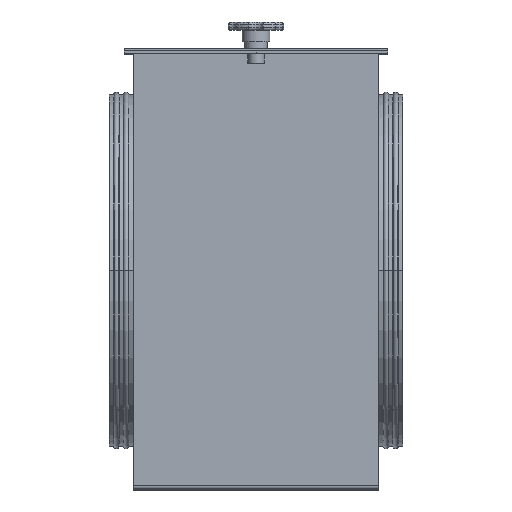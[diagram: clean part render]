
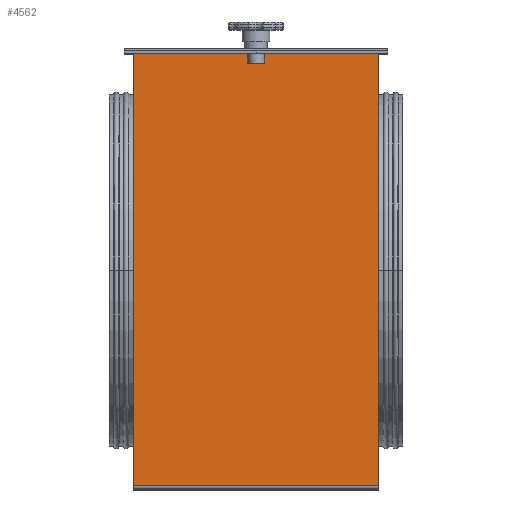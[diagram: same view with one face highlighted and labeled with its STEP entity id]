
A CAD part, top view. The second image highlights one B-rep face of the part: STEP entity #4562.
In plain terms, the highlighted planar face has unit normal (0, 0, 1).
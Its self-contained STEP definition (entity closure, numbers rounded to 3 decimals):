
#1667 = CARTESIAN_POINT ( 'NONE',  ( -140., 496., 500. ) ) ;
#1692 = CARTESIAN_POINT ( 'NONE',  ( 140., 496., 500. ) ) ;
#1824 = DIRECTION ( 'NONE',  ( -1., 0., 0. ) ) ;
#1890 = VECTOR ( 'NONE', #1824, 1000. ) ;
#1891 = CARTESIAN_POINT ( 'NONE',  ( 140., 496., 500. ) ) ;
#1892 = LINE ( 'NONE', #1891, #1890 ) ;
#2128 = CARTESIAN_POINT ( 'NONE',  ( 140., 3.737, 500. ) ) ;
#2288 = CARTESIAN_POINT ( 'NONE',  ( -140., 3.737, 500. ) ) ;
#2311 = LINE ( 'NONE', #2395, #2394 ) ;
#2351 = DIRECTION ( 'NONE',  ( -1., 0., 0. ) ) ;
#2352 = VECTOR ( 'NONE', #2351, 1000. ) ;
#2353 = CARTESIAN_POINT ( 'NONE',  ( -140., 3.737, 500. ) ) ;
#2354 = LINE ( 'NONE', #2353, #2352 ) ;
#2380 = DIRECTION ( 'NONE',  ( -1., 0., 0. ) ) ;
#2381 = DIRECTION ( 'NONE',  ( 0., 0., -1. ) ) ;
#2382 = AXIS2_PLACEMENT_3D ( 'NONE', #2383, #2381, #2380 ) ;
#2383 = CARTESIAN_POINT ( 'NONE',  ( 140., 3., 500. ) ) ;
#2384 = PLANE ( 'NONE',  #2382 ) ;
#2389 = FACE_OUTER_BOUND ( 'NONE', #4531, .T. ) ;
#2393 = DIRECTION ( 'NONE',  ( 0., -1., 0. ) ) ;
#2394 = VECTOR ( 'NONE', #2393, 1000. ) ;
#2395 = CARTESIAN_POINT ( 'NONE',  ( -140., 3., 500. ) ) ;
#2399 = DIRECTION ( 'NONE',  ( 0., 1., 0. ) ) ;
#2400 = VECTOR ( 'NONE', #2399, 1000. ) ;
#2401 = CARTESIAN_POINT ( 'NONE',  ( 140., 3., 500. ) ) ;
#2402 = LINE ( 'NONE', #2401, #2400 ) ;
#4111 = VERTEX_POINT ( 'NONE', #1692 ) ;
#4123 = VERTEX_POINT ( 'NONE', #1667 ) ;
#4161 = EDGE_CURVE ( 'NONE', #4111, #4123, #1892, .T. ) ;
#4374 = VERTEX_POINT ( 'NONE', #2288 ) ;
#4465 = VERTEX_POINT ( 'NONE', #2128 ) ;
#4488 = EDGE_CURVE ( 'NONE', #4123, #4374, #2311, .T. ) ;
#4516 = EDGE_CURVE ( 'NONE', #4465, #4374, #2354, .T. ) ;
#4527 = EDGE_CURVE ( 'NONE', #4465, #4111, #2402, .T. ) ;
#4530 = ORIENTED_EDGE ( 'NONE', *, *, #4516, .F. ) ;
#4531 = EDGE_LOOP ( 'NONE', ( #4530, #4537, #4566, #4547 ) ) ;
#4537 = ORIENTED_EDGE ( 'NONE', *, *, #4527, .T. ) ;
#4547 = ORIENTED_EDGE ( 'NONE', *, *, #4488, .T. ) ;
#4562 = ADVANCED_FACE ( 'NONE', ( #2389 ), #2384, .F. ) ;
#4566 = ORIENTED_EDGE ( 'NONE', *, *, #4161, .T. ) ;
